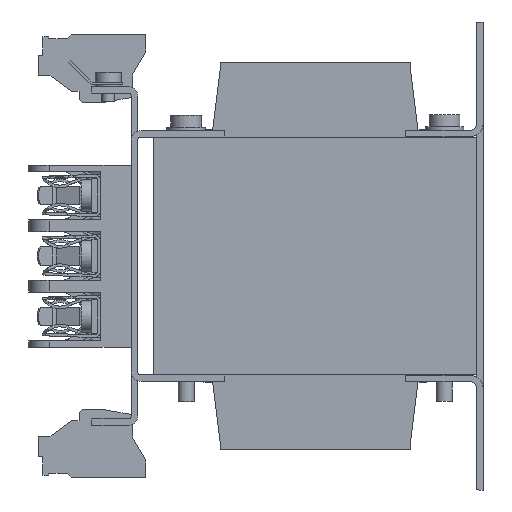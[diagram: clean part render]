
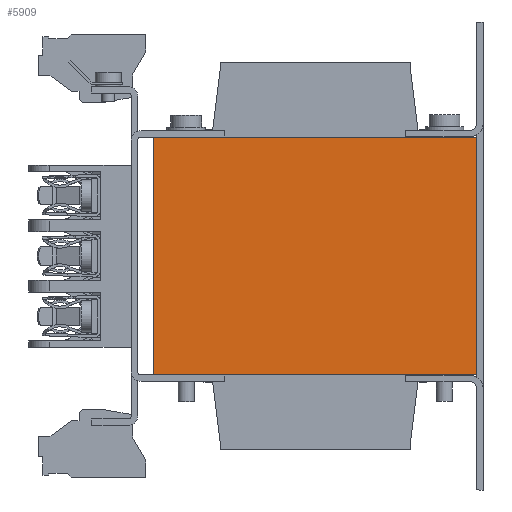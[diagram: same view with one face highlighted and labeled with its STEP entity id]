
A CAD part, left-side view. The second image highlights one B-rep face of the part: STEP entity #5909.
In plain terms, the highlighted planar face has unit normal (-1, 0, 0).
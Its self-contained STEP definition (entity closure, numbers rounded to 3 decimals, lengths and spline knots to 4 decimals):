
#252 = DIRECTION ( 'NONE',  ( 0., 0., 1. ) ) ;
#1113 = VERTEX_POINT ( 'NONE', #5697 ) ;
#1903 = ORIENTED_EDGE ( 'NONE', *, *, #40175, .T. ) ;
#1947 = VECTOR ( 'NONE', #6332, 39.3701 ) ;
#3517 = LINE ( 'NONE', #33506, #12542 ) ;
#4072 = AXIS2_PLACEMENT_3D ( 'NONE', #17900, #42643, #4566 ) ;
#4390 = LINE ( 'NONE', #38313, #34788 ) ;
#4491 = ORIENTED_EDGE ( 'NONE', *, *, #39632, .F. ) ;
#4566 = DIRECTION ( 'NONE',  ( 0., 0., -1. ) ) ;
#5697 = CARTESIAN_POINT ( 'NONE',  ( -2.3622, 1.9685, -1.4469 ) ) ;
#5909 = ADVANCED_FACE ( 'NONE', ( #46820 ), #25678, .F. ) ;
#6332 = DIRECTION ( 'NONE',  ( 0., -1., 0. ) ) ;
#7387 = ORIENTED_EDGE ( 'NONE', *, *, #31002, .F. ) ;
#7817 = CARTESIAN_POINT ( 'NONE',  ( -2.3622, -1.9685, 1.4469 ) ) ;
#9642 = CARTESIAN_POINT ( 'NONE',  ( -2.3622, -1.9685, -1.4469 ) ) ;
#12542 = VECTOR ( 'NONE', #36892, 39.3701 ) ;
#17900 = CARTESIAN_POINT ( 'NONE',  ( -2.3622, 0., 1.4469 ) ) ;
#19573 = ORIENTED_EDGE ( 'NONE', *, *, #38363, .T. ) ;
#25678 = PLANE ( 'NONE',  #4072 ) ;
#31002 = EDGE_CURVE ( 'NONE', #1113, #42640, #3517, .T. ) ;
#33173 = LINE ( 'NONE', #40995, #45459 ) ;
#33506 = CARTESIAN_POINT ( 'NONE',  ( -2.3622, 1.9685, 1.4469 ) ) ;
#34788 = VECTOR ( 'NONE', #252, 39.3701 ) ;
#35166 = EDGE_LOOP ( 'NONE', ( #19573, #4491, #7387, #1903 ) ) ;
#36583 = CARTESIAN_POINT ( 'NONE',  ( -2.3622, 1.9685, 1.4469 ) ) ;
#36892 = DIRECTION ( 'NONE',  ( 0., 0., 1. ) ) ;
#38313 = CARTESIAN_POINT ( 'NONE',  ( -2.3622, -1.9685, 1.4469 ) ) ;
#38363 = EDGE_CURVE ( 'NONE', #42351, #50680, #4390, .T. ) ;
#39632 = EDGE_CURVE ( 'NONE', #42640, #50680, #40526, .T. ) ;
#40175 = EDGE_CURVE ( 'NONE', #1113, #42351, #33173, .T. ) ;
#40526 = LINE ( 'NONE', #48588, #1947 ) ;
#40995 = CARTESIAN_POINT ( 'NONE',  ( -2.3622, 0., -1.4469 ) ) ;
#42351 = VERTEX_POINT ( 'NONE', #9642 ) ;
#42640 = VERTEX_POINT ( 'NONE', #36583 ) ;
#42643 = DIRECTION ( 'NONE',  ( 1., 0., 0. ) ) ;
#45436 = DIRECTION ( 'NONE',  ( 0., -1., 0. ) ) ;
#45459 = VECTOR ( 'NONE', #45436, 39.3701 ) ;
#46820 = FACE_OUTER_BOUND ( 'NONE', #35166, .T. ) ;
#48588 = CARTESIAN_POINT ( 'NONE',  ( -2.3622, 0., 1.4469 ) ) ;
#50680 = VERTEX_POINT ( 'NONE', #7817 ) ;
